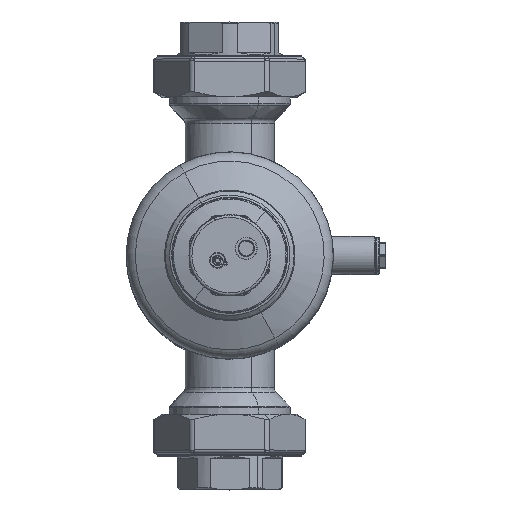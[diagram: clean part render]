
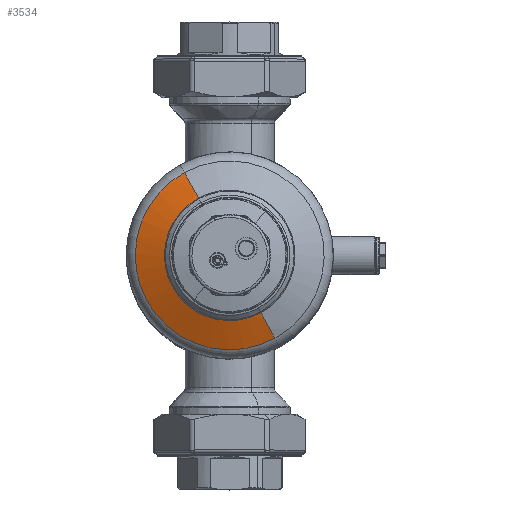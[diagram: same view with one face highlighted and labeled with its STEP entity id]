
A CAD part, top view. The second image highlights one B-rep face of the part: STEP entity #3534.
In plain terms, the highlighted spherical face has radius 131 mm.
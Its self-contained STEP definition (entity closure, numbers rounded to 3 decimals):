
#3411=CARTESIAN_POINT('Axis2P3D Location',(0.,0.,217.487)) ;
#3415=CARTESIAN_POINT('Vertex',(-30.532,55.888,217.487)) ;
#3417=CARTESIAN_POINT('Vertex',(30.532,-55.888,217.487)) ;
#3462=CARTESIAN_POINT('Axis2P3D Location',(0.,0.,103.008)) ;
#3467=CARTESIAN_POINT('Axis2P3D Location',(0.,0.,103.008)) ;
#3471=CARTESIAN_POINT('Vertex',(20.406,-37.354,226.9)) ;
#3474=CARTESIAN_POINT('Axis2P3D Location',(0.,0.,103.008)) ;
#3478=CARTESIAN_POINT('Vertex',(-20.406,37.354,226.9)) ;
#3509=CARTESIAN_POINT('Control Point',(-20.406,37.354,226.9)) ;
#3510=CARTESIAN_POINT('Control Point',(-25.643,34.493,226.9)) ;
#3511=CARTESIAN_POINT('Control Point',(-30.379,30.714,226.9)) ;
#3512=CARTESIAN_POINT('Control Point',(-34.397,26.136,226.9)) ;
#3513=CARTESIAN_POINT('Control Point',(-40.661,15.764,226.9)) ;
#3514=CARTESIAN_POINT('Control Point',(-43.025,3.88,226.9)) ;
#3515=CARTESIAN_POINT('Control Point',(-43.143,-2.211,226.9)) ;
#3516=CARTESIAN_POINT('Control Point',(-41.241,-14.177,226.9)) ;
#3517=CARTESIAN_POINT('Control Point',(-35.384,-24.784,226.9)) ;
#3518=CARTESIAN_POINT('Control Point',(-31.546,-29.515,226.9)) ;
#3519=CARTESIAN_POINT('Control Point',(-22.374,-37.433,226.9)) ;
#3520=CARTESIAN_POINT('Control Point',(-11.057,-41.761,226.9)) ;
#3521=CARTESIAN_POINT('Control Point',(-5.073,-42.901,226.9)) ;
#3522=CARTESIAN_POINT('Control Point',(3.904,-43.002,226.9)) ;
#3523=CARTESIAN_POINT('Control Point',(12.511,-40.837,226.9)) ;
#3524=CARTESIAN_POINT('Control Point',(15.243,-39.898,226.9)) ;
#3525=CARTESIAN_POINT('Control Point',(17.883,-38.732,226.9)) ;
#3526=CARTESIAN_POINT('Control Point',(20.406,-37.354,226.9)) ;
#3412=DIRECTION('Axis2P3D Direction',(0.,0.,1.)) ;
#3463=DIRECTION('Axis2P3D Direction',(0.,0.,1.)) ;
#3464=DIRECTION('Axis2P3D XDirection',(0.479,-0.878,0.)) ;
#3468=DIRECTION('Axis2P3D Direction',(-0.878,-0.479,0.)) ;
#3475=DIRECTION('Axis2P3D Direction',(0.878,0.479,-0.)) ;
#3413=AXIS2_PLACEMENT_3D('Circle Axis2P3D',#3411,#3412,$) ;
#3465=AXIS2_PLACEMENT_3D('Sphere Axis2P3D',#3462,#3463,#3464) ;
#3469=AXIS2_PLACEMENT_3D('Circle Axis2P3D',#3467,#3468,$) ;
#3476=AXIS2_PLACEMENT_3D('Circle Axis2P3D',#3474,#3475,$) ;
#3529=ORIENTED_EDGE('',*,*,#3480,.T.) ;
#3530=ORIENTED_EDGE('',*,*,#3419,.T.) ;
#3531=ORIENTED_EDGE('',*,*,#3473,.F.) ;
#3532=ORIENTED_EDGE('',*,*,#3527,.F.) ;
#3534=ADVANCED_FACE('PartBody',(#3533),#3466,.T.) ;
#3508=B_SPLINE_CURVE_WITH_KNOTS('',5,(#3509,#3510,#3511,#3512,#3513,#3514,#3515,#3516,#3517,#3518,#3519,#3520,#3521,#3522,#3523,#3524,#3525,#3526),.UNSPECIFIED.,.F.,.U.,(6,3,3,3,3,6),(0.,96.555,193.11,289.666,386.221,432.748),.UNSPECIFIED.) ;
#3414=CIRCLE('generated circle',#3413,63.684) ;
#3470=CIRCLE('generated circle',#3469,131.) ;
#3477=CIRCLE('generated circle',#3476,131.) ;
#3419=EDGE_CURVE('',#3416,#3418,#3414,.T.) ;
#3473=EDGE_CURVE('',#3472,#3418,#3470,.F.) ;
#3480=EDGE_CURVE('',#3479,#3416,#3477,.F.) ;
#3527=EDGE_CURVE('',#3479,#3472,#3508,.T.) ;
#3528=EDGE_LOOP('',(#3529,#3530,#3531,#3532)) ;
#3533=FACE_OUTER_BOUND('',#3528,.T.) ;
#3466=SPHERICAL_SURFACE('',#3465,131.) ;
#3416=VERTEX_POINT('',#3415) ;
#3418=VERTEX_POINT('',#3417) ;
#3472=VERTEX_POINT('',#3471) ;
#3479=VERTEX_POINT('',#3478) ;
